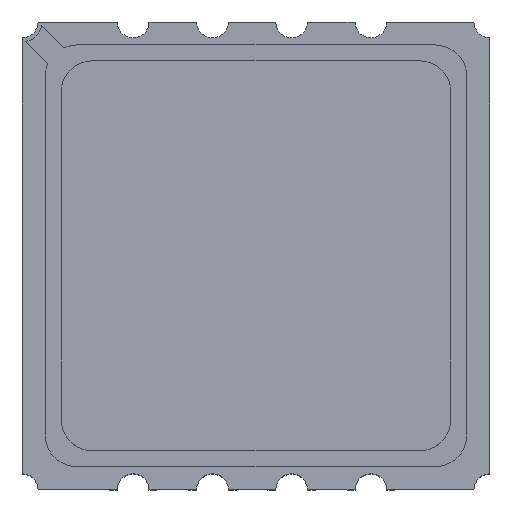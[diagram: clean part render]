
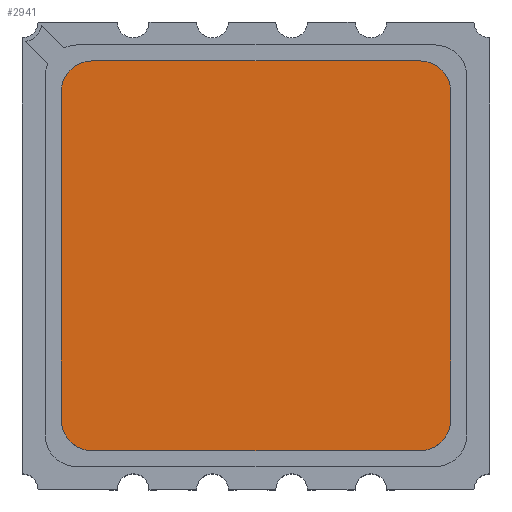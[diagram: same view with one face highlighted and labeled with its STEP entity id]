
A CAD part, top view. The second image highlights one B-rep face of the part: STEP entity #2941.
In plain terms, the highlighted planar face has unit normal (0, 0, 1).
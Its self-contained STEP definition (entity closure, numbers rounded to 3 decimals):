
#1150=CARTESIAN_POINT('',(-2.616,2.616,0.));
#1151=DIRECTION('',(0.,0.,-1.));
#1152=DIRECTION('',(-1.,0.,0.));
#1153=AXIS2_PLACEMENT_3D('',#1150,#1151,#1152);
#1155=DIRECTION('',(1.,0.,0.));
#1156=VECTOR('',#1155,5.232);
#1157=CARTESIAN_POINT('',(-2.616,3.124,0.));
#1158=LINE('',#1157,#1156);
#1159=CARTESIAN_POINT('',(2.616,2.616,0.));
#1160=DIRECTION('',(0.,0.,-1.));
#1161=DIRECTION('',(0.,1.,0.));
#1162=AXIS2_PLACEMENT_3D('',#1159,#1160,#1161);
#1164=DIRECTION('',(0.,-1.,0.));
#1165=VECTOR('',#1164,5.232);
#1166=CARTESIAN_POINT('',(3.124,2.616,0.));
#1167=LINE('',#1166,#1165);
#1168=CARTESIAN_POINT('',(2.616,-2.616,0.));
#1169=DIRECTION('',(0.,0.,-1.));
#1170=DIRECTION('',(1.,0.,0.));
#1171=AXIS2_PLACEMENT_3D('',#1168,#1169,#1170);
#1173=DIRECTION('',(-1.,0.,0.));
#1174=VECTOR('',#1173,5.232);
#1175=CARTESIAN_POINT('',(2.616,-3.124,0.));
#1176=LINE('',#1175,#1174);
#1177=CARTESIAN_POINT('',(-2.616,-2.616,0.));
#1178=DIRECTION('',(0.,0.,-1.));
#1179=DIRECTION('',(0.,-1.,0.));
#1180=AXIS2_PLACEMENT_3D('',#1177,#1178,#1179);
#1182=DIRECTION('',(0.,1.,0.));
#1183=VECTOR('',#1182,5.232);
#1184=CARTESIAN_POINT('',(-3.124,-2.616,0.));
#1185=LINE('',#1184,#1183);
#1490=CARTESIAN_POINT('',(-3.124,2.616,0.));
#1491=CARTESIAN_POINT('',(-2.616,3.124,0.));
#1492=VERTEX_POINT('',#1490);
#1493=VERTEX_POINT('',#1491);
#1494=CARTESIAN_POINT('',(-3.124,-2.616,0.));
#1495=VERTEX_POINT('',#1494);
#1496=CARTESIAN_POINT('',(-2.616,-3.124,0.));
#1497=VERTEX_POINT('',#1496);
#1498=CARTESIAN_POINT('',(2.616,-3.124,0.));
#1499=VERTEX_POINT('',#1498);
#1500=CARTESIAN_POINT('',(3.124,-2.616,0.));
#1501=VERTEX_POINT('',#1500);
#1502=CARTESIAN_POINT('',(3.124,2.616,0.));
#1503=VERTEX_POINT('',#1502);
#1504=CARTESIAN_POINT('',(2.616,3.124,0.));
#1505=VERTEX_POINT('',#1504);
#2926=CARTESIAN_POINT('',(0.,0.,0.));
#2927=DIRECTION('',(0.,0.,1.));
#2928=DIRECTION('',(1.,0.,0.));
#2929=AXIS2_PLACEMENT_3D('',#2926,#2927,#2928);
#2930=PLANE('',#2929);
#2931=ORIENTED_EDGE('',*,*,#2821,.T.);
#2932=ORIENTED_EDGE('',*,*,#2838,.T.);
#2933=ORIENTED_EDGE('',*,*,#2850,.T.);
#2934=ORIENTED_EDGE('',*,*,#2864,.T.);
#2935=ORIENTED_EDGE('',*,*,#2878,.T.);
#2936=ORIENTED_EDGE('',*,*,#2892,.T.);
#2937=ORIENTED_EDGE('',*,*,#2906,.T.);
#2938=ORIENTED_EDGE('',*,*,#2919,.T.);
#2939=EDGE_LOOP('',(#2931,#2932,#2933,#2934,#2935,#2936,#2937,#2938));
#2940=FACE_OUTER_BOUND('',#2939,.F.);
#1154=CIRCLE('',#1153,0.508);
#1163=CIRCLE('',#1162,0.508);
#1172=CIRCLE('',#1171,0.508);
#1181=CIRCLE('',#1180,0.508);
#2821=EDGE_CURVE('',#1492,#1493,#1154,.T.);
#2838=EDGE_CURVE('',#1493,#1505,#1158,.T.);
#2850=EDGE_CURVE('',#1505,#1503,#1163,.T.);
#2864=EDGE_CURVE('',#1503,#1501,#1167,.T.);
#2878=EDGE_CURVE('',#1501,#1499,#1172,.T.);
#2892=EDGE_CURVE('',#1499,#1497,#1176,.T.);
#2906=EDGE_CURVE('',#1497,#1495,#1181,.T.);
#2919=EDGE_CURVE('',#1495,#1492,#1185,.T.);
#2941=ADVANCED_FACE('',(#2940),#2930,.T.);
